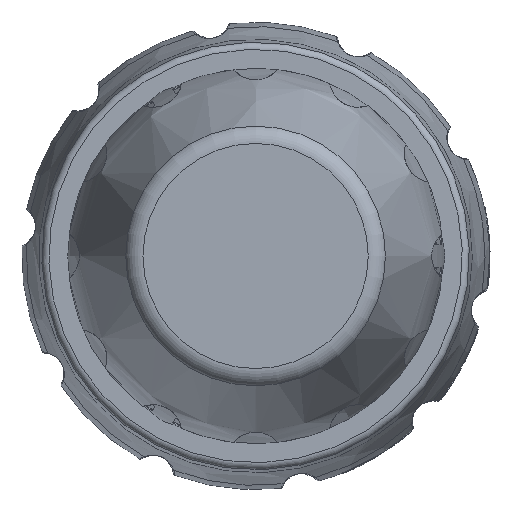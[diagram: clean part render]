
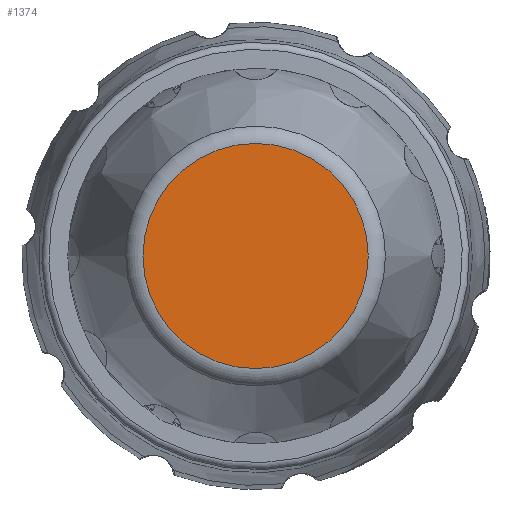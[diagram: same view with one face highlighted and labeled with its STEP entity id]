
A CAD part, left-side view. The second image highlights one B-rep face of the part: STEP entity #1374.
In plain terms, the highlighted planar face has unit normal (-1, 0, 0).
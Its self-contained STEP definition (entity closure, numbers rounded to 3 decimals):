
#543=FACE_OUTER_BOUND('',#2035,.T.);
#1374=ADVANCED_FACE('',(#543),#1764,.T.);
#1764=PLANE('',#7403);
#2035=EDGE_LOOP('',(#3181));
#2451=CIRCLE('',#7402,4.793);
#3181=ORIENTED_EDGE('',*,*,#5803,.T.);
#5049=VERTEX_POINT('',#11889);
#5803=EDGE_CURVE('',#5049,#5049,#2451,.T.);
#7402=AXIS2_PLACEMENT_3D('',#11888,#8231,#8232);
#7403=AXIS2_PLACEMENT_3D('',#11890,#8233,#8234);
#8231=DIRECTION('',(-1.,0.,0.));
#8232=DIRECTION('',(0.,0.,1.));
#8233=DIRECTION('',(-1.,0.,0.));
#8234=DIRECTION('',(0.,0.,1.));
#11888=CARTESIAN_POINT('',(-35.8,0.,0.));
#11889=CARTESIAN_POINT('',(-35.8,0.,4.793));
#11890=CARTESIAN_POINT('',(-35.8,0.,0.));
